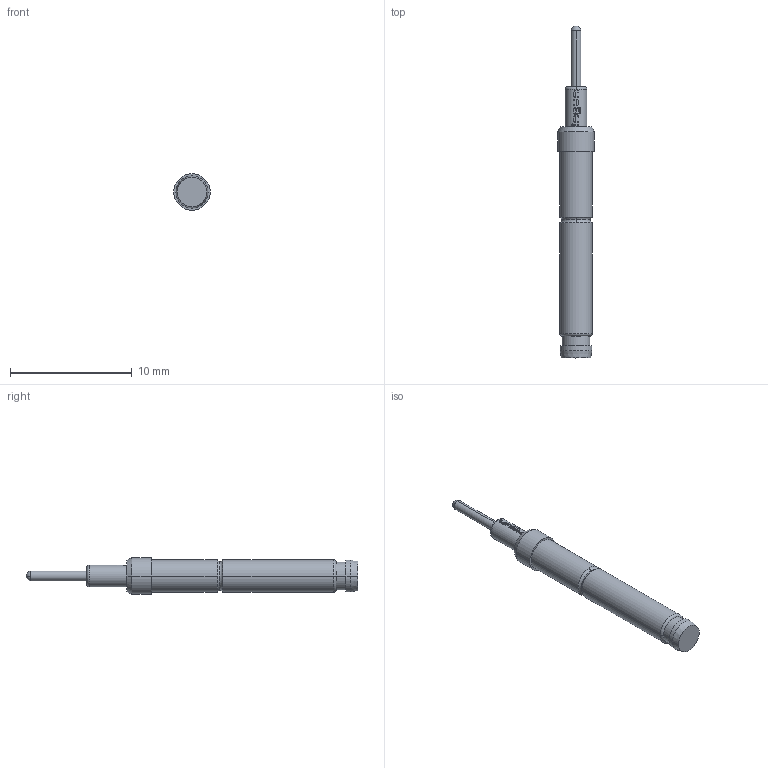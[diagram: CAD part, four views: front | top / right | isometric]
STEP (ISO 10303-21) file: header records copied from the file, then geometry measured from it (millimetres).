
FILE_DESCRIPTION (( 'STEP AP203' ), '1' );
FILE_NAME ('INGUN_GKS-113_305_080_A_xx02.STEP', '2020-09-08T09:11:02', ( '' ), ( '' ), 'SwSTEP 2.0', 'SolidWorks 2018', '' );
FILE_SCHEMA (( 'CONFIG_CONTROL_DESIGN' ));
Length unit declared in the file: millimetre
Products named in the file (1): INGUN_GKS-113_305_080_A_xx02
Bounding box: 3 x 27.3 x 3 mm (x, y, z)
Volume: 116.5 mm3; surface area: 203.9 mm2
Topology: 1 solids, 1 shells, 114 faces, 312 edges, 203 vertices
Faces by surface type: bspline 54, cylinder 33, plane 13, torus 8, cone 4, sphere 2
Entity records: 4790 total; most frequent: CARTESIAN_POINT 2389, ORIENTED_EDGE 620, EDGE_CURVE 310, DIRECTION 262, B_SPLINE_CURVE_WITH_KNOTS 222, VERTEX_POINT 203, EDGE_LOOP 119, FACE_OUTER_BOUND 114
